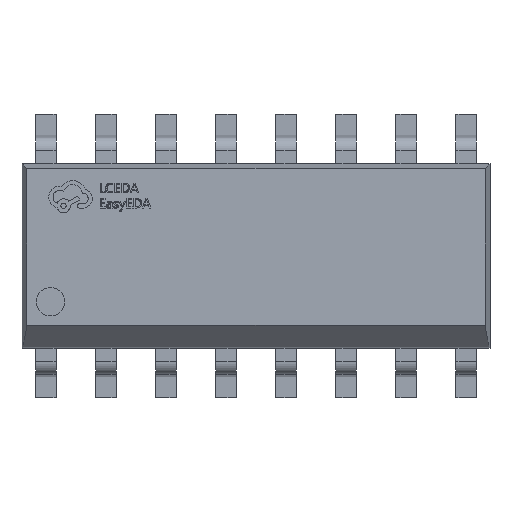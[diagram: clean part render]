
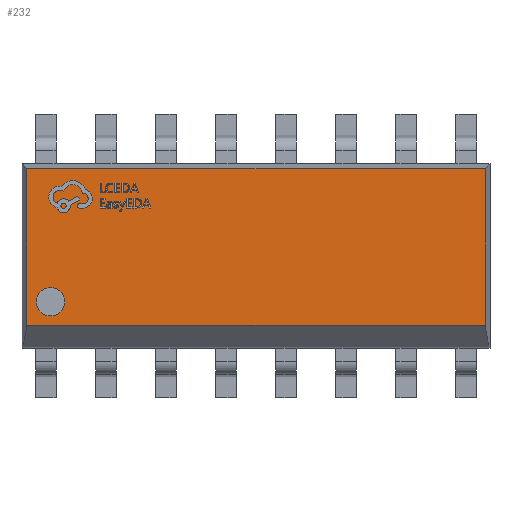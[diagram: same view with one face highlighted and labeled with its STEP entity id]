
A CAD part, top view. The second image highlights one B-rep face of the part: STEP entity #232.
In plain terms, the highlighted planar face has unit normal (0, 0, 1).
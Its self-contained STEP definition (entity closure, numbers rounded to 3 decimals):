
#131 = ORIENTED_EDGE ( 'NONE', *, *, #3681, .F. ) ;
#191 = CARTESIAN_POINT ( 'NONE',  ( 0., 1.846, 0.7 ) ) ;
#232 = ADVANCED_FACE ( 'NONE', ( #12920, #265 ), #7682, .F. ) ;
#265 = FACE_OUTER_BOUND ( 'NONE', #21738, .T. ) ;
#1144 = AXIS2_PLACEMENT_3D ( 'NONE', #21092, #2621, #5899 ) ;
#1448 = ORIENTED_EDGE ( 'NONE', *, *, #18356, .F. ) ;
#2621 = DIRECTION ( 'NONE',  ( 0., 0., 1. ) ) ;
#2706 = CARTESIAN_POINT ( 'NONE',  ( -4.846, -1.471, 0.7 ) ) ;
#3053 = CARTESIAN_POINT ( 'NONE',  ( -4.346, -0.971, 0.7 ) ) ;
#3681 = EDGE_CURVE ( 'NONE', #21105, #11958, #11494, .T. ) ;
#3747 = ORIENTED_EDGE ( 'NONE', *, *, #21842, .F. ) ;
#4379 = DIRECTION ( 'NONE',  ( -1., 0., 0. ) ) ;
#4432 = AXIS2_PLACEMENT_3D ( 'NONE', #9664, #8045, #4379 ) ;
#4629 = DIRECTION ( 'NONE',  ( 0., 0., 1. ) ) ;
#4697 = EDGE_CURVE ( 'NONE', #16955, #15795, #15652, .T. ) ;
#4948 = CARTESIAN_POINT ( 'NONE',  ( 4.846, -1.471, 0.7 ) ) ;
#5899 = DIRECTION ( 'NONE',  ( 1., 0., 0. ) ) ;
#5963 = CARTESIAN_POINT ( 'NONE',  ( -4.046, -0.971, 0.7 ) ) ;
#6195 = DIRECTION ( 'NONE',  ( 0., -1., 0. ) ) ;
#7493 = LINE ( 'NONE', #191, #7828 ) ;
#7682 = PLANE ( 'NONE',  #4432 ) ;
#7721 = DIRECTION ( 'NONE',  ( 1., 0., 0. ) ) ;
#7828 = VECTOR ( 'NONE', #7721, 1000. ) ;
#7840 = CARTESIAN_POINT ( 'NONE',  ( -4.846, 0., 0.7 ) ) ;
#8045 = DIRECTION ( 'NONE',  ( 0., 0., -1. ) ) ;
#8460 = ORIENTED_EDGE ( 'NONE', *, *, #9328, .F. ) ;
#8743 = VECTOR ( 'NONE', #15605, 1000. ) ;
#9328 = EDGE_CURVE ( 'NONE', #19175, #16955, #7493, .T. ) ;
#9511 = VECTOR ( 'NONE', #6195, 1000. ) ;
#9624 = CARTESIAN_POINT ( 'NONE',  ( -4.846, 1.846, 0.7 ) ) ;
#9664 = CARTESIAN_POINT ( 'NONE',  ( 0., 0., 0.7 ) ) ;
#10220 = EDGE_LOOP ( 'NONE', ( #1448, #131 ) ) ;
#11494 = CIRCLE ( 'NONE', #13819, 0.3 ) ;
#11645 = CIRCLE ( 'NONE', #1144, 0.3 ) ;
#11958 = VERTEX_POINT ( 'NONE', #5963 ) ;
#12176 = VECTOR ( 'NONE', #14329, 1000. ) ;
#12920 = FACE_BOUND ( 'NONE', #10220, .T. ) ;
#13510 = CARTESIAN_POINT ( 'NONE',  ( 4.846, 0., 0.7 ) ) ;
#13579 = ORIENTED_EDGE ( 'NONE', *, *, #14390, .T. ) ;
#13819 = AXIS2_PLACEMENT_3D ( 'NONE', #3053, #4629, #14003 ) ;
#14003 = DIRECTION ( 'NONE',  ( 1., 0., 0. ) ) ;
#14329 = DIRECTION ( 'NONE',  ( 1., 0., 0. ) ) ;
#14390 = EDGE_CURVE ( 'NONE', #18721, #15795, #19673, .T. ) ;
#15523 = ORIENTED_EDGE ( 'NONE', *, *, #4697, .F. ) ;
#15605 = DIRECTION ( 'NONE',  ( 0., 1., 0. ) ) ;
#15652 = LINE ( 'NONE', #13510, #9511 ) ;
#15795 = VERTEX_POINT ( 'NONE', #20514 ) ;
#16955 = VERTEX_POINT ( 'NONE', #22314 ) ;
#17065 = LINE ( 'NONE', #7840, #8743 ) ;
#18356 = EDGE_CURVE ( 'NONE', #11958, #21105, #11645, .T. ) ;
#18721 = VERTEX_POINT ( 'NONE', #2706 ) ;
#19175 = VERTEX_POINT ( 'NONE', #9624 ) ;
#19673 = LINE ( 'NONE', #4948, #12176 ) ;
#20514 = CARTESIAN_POINT ( 'NONE',  ( 4.846, -1.471, 0.7 ) ) ;
#21092 = CARTESIAN_POINT ( 'NONE',  ( -4.346, -0.971, 0.7 ) ) ;
#21105 = VERTEX_POINT ( 'NONE', #22138 ) ;
#21738 = EDGE_LOOP ( 'NONE', ( #3747, #13579, #15523, #8460 ) ) ;
#21842 = EDGE_CURVE ( 'NONE', #18721, #19175, #17065, .T. ) ;
#22138 = CARTESIAN_POINT ( 'NONE',  ( -4.646, -0.971, 0.7 ) ) ;
#22314 = CARTESIAN_POINT ( 'NONE',  ( 4.846, 1.846, 0.7 ) ) ;
